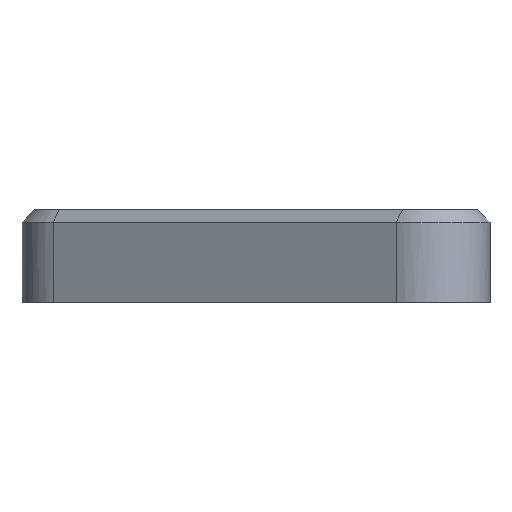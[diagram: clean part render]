
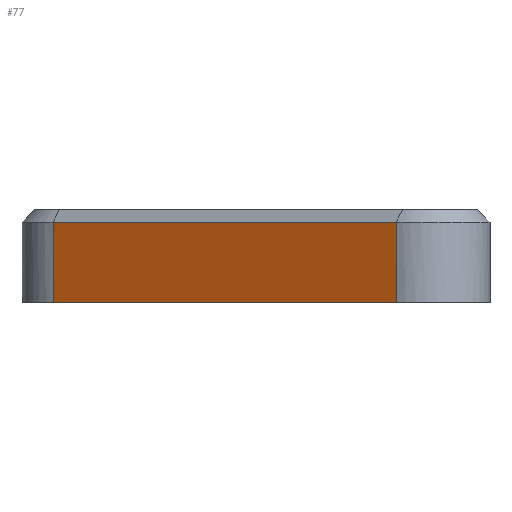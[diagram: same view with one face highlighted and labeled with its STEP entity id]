
A CAD part, front view. The second image highlights one B-rep face of the part: STEP entity #77.
In plain terms, the highlighted planar face has unit normal (-0.5, -0.866, 0).
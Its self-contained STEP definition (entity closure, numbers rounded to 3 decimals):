
#77=ADVANCED_FACE('',(#192),#1580,.T.);
#192=FACE_OUTER_BOUND('',#302,.T.);
#302=EDGE_LOOP('',(#661,#662,#663,#664));
#661=ORIENTED_EDGE('',*,*,#1066,.T.);
#662=ORIENTED_EDGE('',*,*,#1033,.F.);
#663=ORIENTED_EDGE('',*,*,#1034,.T.);
#664=ORIENTED_EDGE('',*,*,#1035,.T.);
#1033=EDGE_CURVE('',#1473,#1500,#1296,.T.);
#1034=EDGE_CURVE('',#1473,#1474,#1297,.T.);
#1035=EDGE_CURVE('',#1474,#1501,#1298,.T.);
#1066=EDGE_CURVE('',#1501,#1500,#1321,.T.);
#1296=B_SPLINE_CURVE_WITH_KNOTS('',1,(#2628,#2629),.UNSPECIFIED.,.F.,.F.,
(2,2),(0.,2.91),.UNSPECIFIED.);
#1297=B_SPLINE_CURVE_WITH_KNOTS('',1,(#2630,#2631),.UNSPECIFIED.,.F.,.F.,
(2,2),(-46.868,-31.002),.UNSPECIFIED.);
#1298=B_SPLINE_CURVE_WITH_KNOTS('',1,(#2632,#2633),.UNSPECIFIED.,.F.,.F.,
(2,2),(0.,2.91),.UNSPECIFIED.);
#1321=B_SPLINE_CURVE_WITH_KNOTS('',1,(#2704,#2705),.UNSPECIFIED.,.F.,.F.,
(2,2),(0.,15.865),.UNSPECIFIED.);
#1473=VERTEX_POINT('',#2105);
#1474=VERTEX_POINT('',#2106);
#1500=VERTEX_POINT('',#2132);
#1501=VERTEX_POINT('',#2133);
#1580=PLANE('',#1700);
#1700=AXIS2_PLACEMENT_3D('',#1928,#1787,$);
#1787=DIRECTION('',(-0.5,-0.866,0.));
#1928=CARTESIAN_POINT('',(49.714,-32.887,8.65));
#2105=CARTESIAN_POINT('',(49.714,-32.887,8.65));
#2106=CARTESIAN_POINT('',(63.454,-40.82,8.65));
#2132=CARTESIAN_POINT('',(49.714,-32.887,11.86));
#2133=CARTESIAN_POINT('',(63.454,-40.82,11.86));
#2628=CARTESIAN_POINT('',(49.714,-32.887,8.65));
#2629=CARTESIAN_POINT('',(49.714,-32.887,11.86));
#2630=CARTESIAN_POINT('',(49.714,-32.887,8.65));
#2631=CARTESIAN_POINT('',(63.454,-40.82,8.65));
#2632=CARTESIAN_POINT('',(63.454,-40.82,8.65));
#2633=CARTESIAN_POINT('',(63.454,-40.82,11.86));
#2704=CARTESIAN_POINT('',(63.454,-40.82,11.86));
#2705=CARTESIAN_POINT('',(49.714,-32.887,11.86));
